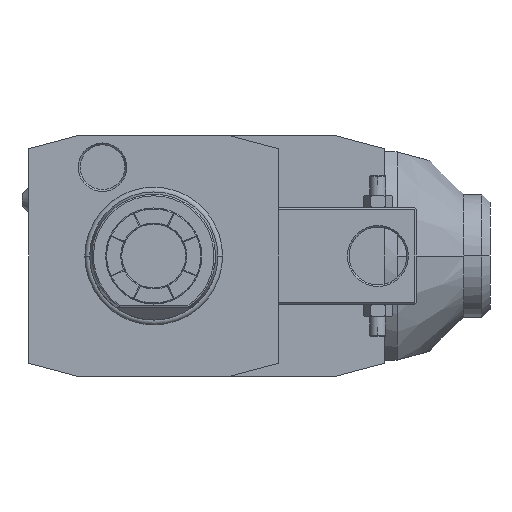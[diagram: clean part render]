
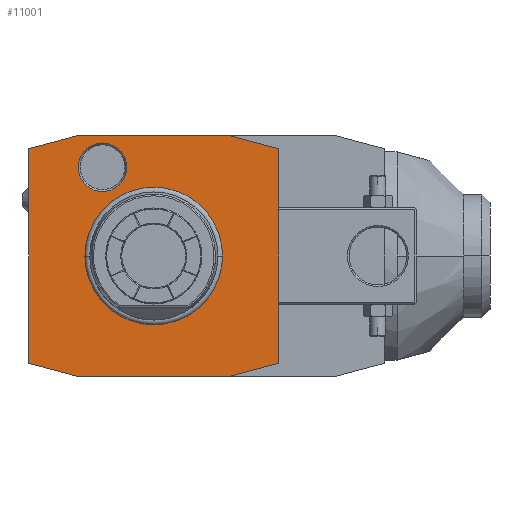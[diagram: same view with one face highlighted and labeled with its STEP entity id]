
A CAD part, front view. The second image highlights one B-rep face of the part: STEP entity #11001.
In plain terms, the highlighted planar face has unit normal (0, -1, 0).
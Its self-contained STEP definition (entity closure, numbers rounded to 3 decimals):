
#1=DIRECTION('',(1.,0.,0.));
#2=VECTOR('',#1,48.);
#3=CARTESIAN_POINT('',(-24.,0.,-37.5));
#4=LINE('',#3,#2);
#5=DIRECTION('',(0.966,0.,-0.259));
#6=VECTOR('',#5,15.529);
#7=CARTESIAN_POINT('',(-39.,0.,-33.481));
#8=LINE('',#7,#6);
#9=DIRECTION('',(0.,0.,-1.));
#10=VECTOR('',#9,66.962);
#11=CARTESIAN_POINT('',(-39.,0.,33.481));
#12=LINE('',#11,#10);
#13=DIRECTION('',(-0.966,0.,-0.259));
#14=VECTOR('',#13,15.529);
#15=CARTESIAN_POINT('',(-24.,0.,37.5));
#16=LINE('',#15,#14);
#17=DIRECTION('',(-1.,0.,0.));
#18=VECTOR('',#17,48.);
#19=CARTESIAN_POINT('',(24.,0.,37.5));
#20=LINE('',#19,#18);
#21=DIRECTION('',(-0.966,0.,0.259));
#22=VECTOR('',#21,15.529);
#23=CARTESIAN_POINT('',(39.,0.,33.481));
#24=LINE('',#23,#22);
#25=DIRECTION('',(0.,0.,1.));
#26=VECTOR('',#25,66.962);
#27=CARTESIAN_POINT('',(39.,0.,-33.481));
#28=LINE('',#27,#26);
#29=DIRECTION('',(0.966,0.,0.259));
#30=VECTOR('',#29,15.529);
#31=CARTESIAN_POINT('',(24.,0.,-37.5));
#32=LINE('',#31,#30);
#33=CARTESIAN_POINT('',(-16.,0.,27.713));
#34=DIRECTION('',(0.,1.,0.));
#35=DIRECTION('',(1.,0.,0.));
#36=AXIS2_PLACEMENT_3D('',#33,#34,#35);
#38=CARTESIAN_POINT('',(-16.,0.,27.713));
#39=DIRECTION('',(0.,1.,0.));
#40=DIRECTION('',(-1.,0.,0.));
#41=AXIS2_PLACEMENT_3D('',#38,#39,#40);
#7694=CARTESIAN_POINT('',(0.,0.,0.));
#7695=DIRECTION('',(0.,-1.,0.));
#7696=DIRECTION('',(1.,0.,0.));
#7697=AXIS2_PLACEMENT_3D('',#7694,#7695,#7696);
#7699=CARTESIAN_POINT('',(0.,0.,0.));
#7700=DIRECTION('',(0.,-1.,0.));
#7701=DIRECTION('',(-1.,0.,0.));
#7702=AXIS2_PLACEMENT_3D('',#7699,#7700,#7701);
#9839=CARTESIAN_POINT('',(-8.423,0.,27.713));
#9840=CARTESIAN_POINT('',(-23.577,0.,27.713));
#9841=VERTEX_POINT('',#9839);
#9842=VERTEX_POINT('',#9840);
#10759=CARTESIAN_POINT('',(-24.,0.,-37.5));
#10760=CARTESIAN_POINT('',(24.,0.,-37.5));
#10761=VERTEX_POINT('',#10759);
#10762=VERTEX_POINT('',#10760);
#10763=CARTESIAN_POINT('',(39.,0.,-33.481));
#10764=VERTEX_POINT('',#10763);
#10765=CARTESIAN_POINT('',(39.,0.,33.481));
#10766=VERTEX_POINT('',#10765);
#10767=CARTESIAN_POINT('',(24.,0.,37.5));
#10768=VERTEX_POINT('',#10767);
#10769=CARTESIAN_POINT('',(-24.,0.,37.5));
#10770=VERTEX_POINT('',#10769);
#10771=CARTESIAN_POINT('',(-39.,0.,33.481));
#10772=VERTEX_POINT('',#10771);
#10773=CARTESIAN_POINT('',(-39.,0.,-33.481));
#10774=VERTEX_POINT('',#10773);
#10814=CARTESIAN_POINT('',(21.137,0.,0.));
#10815=CARTESIAN_POINT('',(-21.137,0.,0.));
#10816=VERTEX_POINT('',#10814);
#10817=VERTEX_POINT('',#10815);
#10966=CARTESIAN_POINT('',(0.,0.,0.));
#10967=DIRECTION('',(0.,-1.,0.));
#10968=DIRECTION('',(-1.,0.,0.));
#10969=AXIS2_PLACEMENT_3D('',#10966,#10967,#10968);
#10970=PLANE('',#10969);
#10972=ORIENTED_EDGE('',*,*,#10971,.F.);
#10974=ORIENTED_EDGE('',*,*,#10973,.F.);
#10976=ORIENTED_EDGE('',*,*,#10975,.F.);
#10978=ORIENTED_EDGE('',*,*,#10977,.F.);
#10980=ORIENTED_EDGE('',*,*,#10979,.F.);
#10982=ORIENTED_EDGE('',*,*,#10981,.F.);
#10984=ORIENTED_EDGE('',*,*,#10983,.F.);
#10986=ORIENTED_EDGE('',*,*,#10985,.F.);
#10987=EDGE_LOOP('',(#10972,#10974,#10976,#10978,#10980,#10982,#10984,#10986));
#10988=FACE_OUTER_BOUND('',#10987,.F.);
#10990=ORIENTED_EDGE('',*,*,#10989,.T.);
#10992=ORIENTED_EDGE('',*,*,#10991,.T.);
#10993=EDGE_LOOP('',(#10990,#10992));
#10994=FACE_BOUND('',#10993,.F.);
#10996=ORIENTED_EDGE('',*,*,#10995,.F.);
#10998=ORIENTED_EDGE('',*,*,#10997,.F.);
#10999=EDGE_LOOP('',(#10996,#10998));
#11000=FACE_BOUND('',#10999,.F.);
#37=CIRCLE('',#36,7.577);
#42=CIRCLE('',#41,7.577);
#7698=CIRCLE('',#7697,21.137);
#7703=CIRCLE('',#7702,21.137);
#10971=EDGE_CURVE('',#10761,#10762,#4,.T.);
#10973=EDGE_CURVE('',#10774,#10761,#8,.T.);
#10975=EDGE_CURVE('',#10772,#10774,#12,.T.);
#10977=EDGE_CURVE('',#10770,#10772,#16,.T.);
#10979=EDGE_CURVE('',#10768,#10770,#20,.T.);
#10981=EDGE_CURVE('',#10766,#10768,#24,.T.);
#10983=EDGE_CURVE('',#10764,#10766,#28,.T.);
#10985=EDGE_CURVE('',#10762,#10764,#32,.T.);
#10989=EDGE_CURVE('',#10816,#10817,#7698,.T.);
#10991=EDGE_CURVE('',#10817,#10816,#7703,.T.);
#10995=EDGE_CURVE('',#9841,#9842,#37,.T.);
#10997=EDGE_CURVE('',#9842,#9841,#42,.T.);
#11001=ADVANCED_FACE('',(#10988,#10994,#11000),#10970,.T.);
